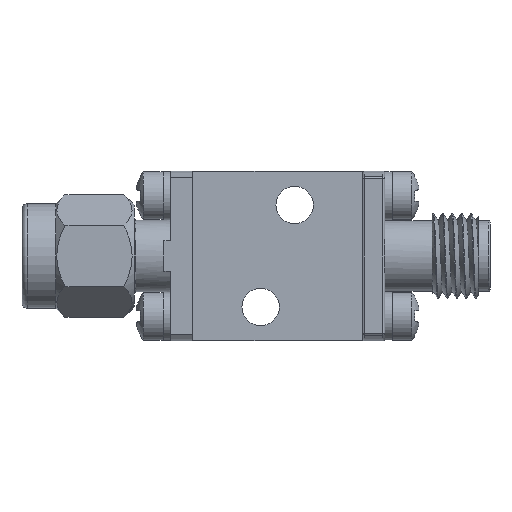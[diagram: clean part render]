
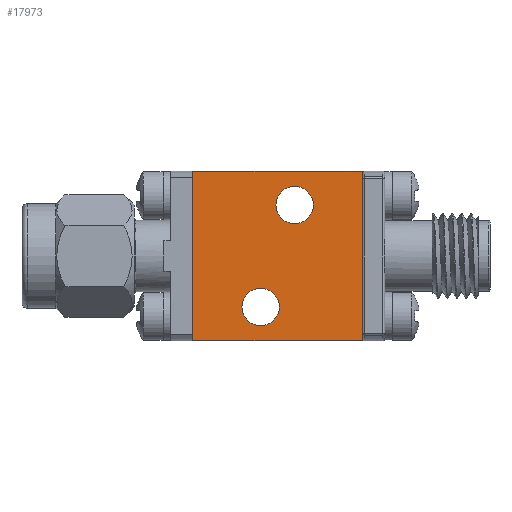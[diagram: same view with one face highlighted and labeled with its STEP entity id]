
A CAD part, front view. The second image highlights one B-rep face of the part: STEP entity #17973.
In plain terms, the highlighted planar face has unit normal (0, -1, 0).
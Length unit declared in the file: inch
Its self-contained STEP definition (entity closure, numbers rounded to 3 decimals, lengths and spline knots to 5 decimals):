
#218 = EDGE_CURVE ( 'NONE', #21330, #21330, #9516, .T. ) ;
#226 = CARTESIAN_POINT ( 'NONE',  ( -0.75906, -0.08227, -0.09784 ) ) ;
#230 = VECTOR ( 'NONE', #1797, 39.37008 ) ;
#380 = DIRECTION ( 'NONE',  ( 0., 1., 0. ) ) ;
#731 = FACE_BOUND ( 'NONE', #11548, .T. ) ;
#1797 = DIRECTION ( 'NONE',  ( 1., 0., 0. ) ) ;
#1983 = VERTEX_POINT ( 'NONE', #8563 ) ;
#2419 = CARTESIAN_POINT ( 'NONE',  ( -0.75906, -0.08227, -0.59784 ) ) ;
#2826 = CIRCLE ( 'NONE', #3726, 0.055 ) ;
#2985 = VERTEX_POINT ( 'NONE', #17007 ) ;
#3341 = ORIENTED_EDGE ( 'NONE', *, *, #27421, .T. ) ;
#3438 = DIRECTION ( 'NONE',  ( 0., 0., 1. ) ) ;
#3718 = CARTESIAN_POINT ( 'NONE',  ( -0.45906, -0.08227, -0.19784 ) ) ;
#3726 = AXIS2_PLACEMENT_3D ( 'NONE', #3718, #16909, #3438 ) ;
#4006 = CARTESIAN_POINT ( 'NONE',  ( -0.55906, -0.08227, -0.44284 ) ) ;
#4345 = EDGE_CURVE ( 'NONE', #2985, #22515, #7005, .T. ) ;
#5124 = CARTESIAN_POINT ( 'NONE',  ( -0.55906, -0.08227, -0.49784 ) ) ;
#5233 = VECTOR ( 'NONE', #5559, 39.37008 ) ;
#5415 = VERTEX_POINT ( 'NONE', #23967 ) ;
#5559 = DIRECTION ( 'NONE',  ( 0., 0., -1. ) ) ;
#6754 = DIRECTION ( 'NONE',  ( 0., -1., 0. ) ) ;
#7005 = LINE ( 'NONE', #2419, #11469 ) ;
#7296 = ORIENTED_EDGE ( 'NONE', *, *, #218, .T. ) ;
#8217 = AXIS2_PLACEMENT_3D ( 'NONE', #9443, #6754, #24176 ) ;
#8251 = ORIENTED_EDGE ( 'NONE', *, *, #23052, .F. ) ;
#8563 = CARTESIAN_POINT ( 'NONE',  ( -0.45906, -0.08227, -0.14284 ) ) ;
#9443 = CARTESIAN_POINT ( 'NONE',  ( -0.50906, -0.08227, -0.34784 ) ) ;
#9516 = CIRCLE ( 'NONE', #20965, 0.055 ) ;
#9953 = LINE ( 'NONE', #18867, #5233 ) ;
#11469 = VECTOR ( 'NONE', #22160, 39.37008 ) ;
#11489 = CARTESIAN_POINT ( 'NONE',  ( -0.75906, -0.08227, -0.09784 ) ) ;
#11548 = EDGE_LOOP ( 'NONE', ( #3341 ) ) ;
#11767 = LINE ( 'NONE', #11489, #20228 ) ;
#13643 = FACE_OUTER_BOUND ( 'NONE', #18227, .T. ) ;
#14449 = EDGE_CURVE ( 'NONE', #22515, #5415, #11767, .T. ) ;
#14869 = LINE ( 'NONE', #226, #230 ) ;
#15242 = EDGE_LOOP ( 'NONE', ( #7296 ) ) ;
#15523 = ORIENTED_EDGE ( 'NONE', *, *, #4345, .F. ) ;
#15871 = DIRECTION ( 'NONE',  ( 0., 0., 1. ) ) ;
#16909 = DIRECTION ( 'NONE',  ( 0., 1., 0. ) ) ;
#17007 = CARTESIAN_POINT ( 'NONE',  ( -0.25906, -0.08227, -0.59784 ) ) ;
#17763 = FACE_BOUND ( 'NONE', #15242, .T. ) ;
#17973 = ADVANCED_FACE ( 'NONE', ( #17763, #731, #13643 ), #19918, .T. ) ;
#18227 = EDGE_LOOP ( 'NONE', ( #20409, #8251, #23904, #15523 ) ) ;
#18867 = CARTESIAN_POINT ( 'NONE',  ( -0.25906, -0.08227, -0.09784 ) ) ;
#19918 = PLANE ( 'NONE',  #8217 ) ;
#20228 = VECTOR ( 'NONE', #22506, 39.37008 ) ;
#20298 = CARTESIAN_POINT ( 'NONE',  ( -0.25906, -0.08227, -0.09784 ) ) ;
#20409 = ORIENTED_EDGE ( 'NONE', *, *, #22524, .F. ) ;
#20965 = AXIS2_PLACEMENT_3D ( 'NONE', #5124, #380, #15871 ) ;
#21330 = VERTEX_POINT ( 'NONE', #4006 ) ;
#22160 = DIRECTION ( 'NONE',  ( -1., 0., 0. ) ) ;
#22506 = DIRECTION ( 'NONE',  ( 0., 0., 1. ) ) ;
#22515 = VERTEX_POINT ( 'NONE', #23559 ) ;
#22524 = EDGE_CURVE ( 'NONE', #25102, #2985, #9953, .T. ) ;
#23052 = EDGE_CURVE ( 'NONE', #5415, #25102, #14869, .T. ) ;
#23559 = CARTESIAN_POINT ( 'NONE',  ( -0.75906, -0.08227, -0.59784 ) ) ;
#23904 = ORIENTED_EDGE ( 'NONE', *, *, #14449, .F. ) ;
#23967 = CARTESIAN_POINT ( 'NONE',  ( -0.75906, -0.08227, -0.09784 ) ) ;
#24176 = DIRECTION ( 'NONE',  ( 0., 0., -1. ) ) ;
#25102 = VERTEX_POINT ( 'NONE', #20298 ) ;
#27421 = EDGE_CURVE ( 'NONE', #1983, #1983, #2826, .T. ) ;
